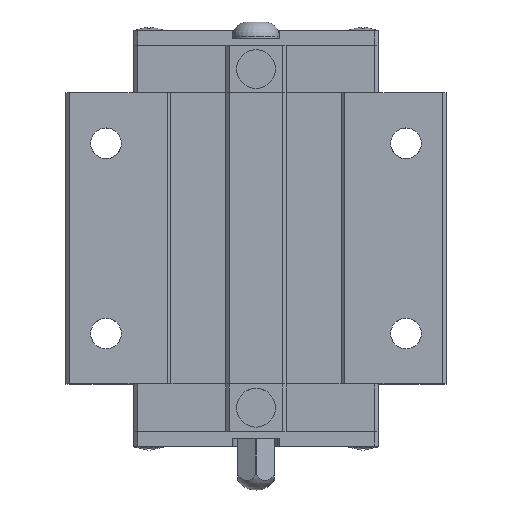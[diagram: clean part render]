
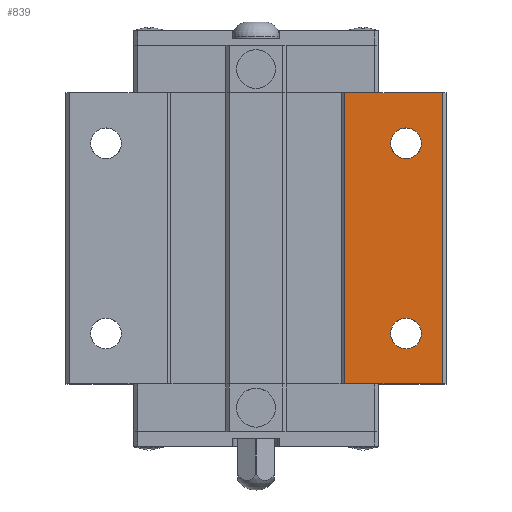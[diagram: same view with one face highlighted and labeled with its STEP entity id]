
A CAD part, top view. The second image highlights one B-rep face of the part: STEP entity #839.
In plain terms, the highlighted planar face has unit normal (0, 0, 1).
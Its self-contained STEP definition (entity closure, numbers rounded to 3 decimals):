
#839=ADVANCED_FACE('',(#1729,#1730,#1731),#1732,.T.);
#1729=FACE_OUTER_BOUND('',#2670,.T.);
#1730=FACE_BOUND('',#2671,.T.);
#1731=FACE_BOUND('',#2672,.T.);
#1732=PLANE('',#2673);
#2670=EDGE_LOOP('',(#5283,#5284,#5285,#5286));
#2671=EDGE_LOOP('',(#5287,#5288));
#2672=EDGE_LOOP('',(#5289,#5290));
#2673=AXIS2_PLACEMENT_3D('',#5291,#5292,#5293);
#5283=ORIENTED_EDGE('',*,*,#6691,.T.);
#5284=ORIENTED_EDGE('',*,*,#6620,.T.);
#5285=ORIENTED_EDGE('',*,*,#6697,.F.);
#5286=ORIENTED_EDGE('',*,*,#6672,.T.);
#5287=ORIENTED_EDGE('',*,*,#5710,.T.);
#5288=ORIENTED_EDGE('',*,*,#6698,.T.);
#5289=ORIENTED_EDGE('',*,*,#5704,.T.);
#5290=ORIENTED_EDGE('',*,*,#6699,.T.);
#5291=CARTESIAN_POINT('',(0.0,48.301,24.0));
#5292=DIRECTION('',(0.0,0.0,1.0));
#5293=DIRECTION('',(-1.0,0.0,0.0));
#5704=EDGE_CURVE('',#6841,#6847,#6849,.T.);
#5710=EDGE_CURVE('',#6852,#6858,#6860,.T.);
#6620=EDGE_CURVE('',#8221,#8219,#8222,.T.);
#6672=EDGE_CURVE('',#8311,#8309,#8312,.T.);
#6691=EDGE_CURVE('',#8309,#8221,#8335,.T.);
#6697=EDGE_CURVE('',#8311,#8219,#8341,.T.);
#6698=EDGE_CURVE('',#6858,#6852,#8342,.T.);
#6699=EDGE_CURVE('',#6847,#6841,#8343,.T.);
#6841=VERTEX_POINT('',#8520);
#6847=VERTEX_POINT('',#8527);
#6849=CIRCLE('',#8530,2.1);
#6852=VERTEX_POINT('',#8533);
#6858=VERTEX_POINT('',#8540);
#6860=CIRCLE('',#8543,2.1);
#8219=VERTEX_POINT('',#10948);
#8221=VERTEX_POINT('',#10951);
#8222=LINE('',#10952,#10953);
#8309=VERTEX_POINT('',#11082);
#8311=VERTEX_POINT('',#11085);
#8312=LINE('',#11086,#11087);
#8335=LINE('',#11122,#11123);
#8341=LINE('',#11131,#11132);
#8342=CIRCLE('',#11133,2.1);
#8343=CIRCLE('',#11134,2.1);
#8520=CARTESIAN_POINT('',(22.6,15.401,24.0));
#8527=CARTESIAN_POINT('',(18.4,15.401,24.0));
#8530=AXIS2_PLACEMENT_3D('',#11343,#11344,#11345);
#8533=CARTESIAN_POINT('',(22.6,41.401,24.0));
#8540=CARTESIAN_POINT('',(18.4,41.401,24.0));
#8543=AXIS2_PLACEMENT_3D('',#11354,#11355,#11356);
#10948=CARTESIAN_POINT('',(25.5,8.501,24.0));
#10951=CARTESIAN_POINT('',(12.125,8.501,24.0));
#10952=CARTESIAN_POINT('',(25.5,8.501,24.0));
#10953=VECTOR('',#12252,1.0);
#11082=CARTESIAN_POINT('',(12.125,48.301,24.0));
#11085=CARTESIAN_POINT('',(25.5,48.301,24.0));
#11086=CARTESIAN_POINT('',(25.5,48.301,24.0));
#11087=VECTOR('',#12302,1.0);
#11122=CARTESIAN_POINT('',(12.125,58.251,24.0));
#11123=VECTOR('',#12315,1.0);
#11131=CARTESIAN_POINT('',(25.5,48.301,24.0));
#11132=VECTOR('',#12318,1.0);
#11133=AXIS2_PLACEMENT_3D('',#12319,#12320,#12321);
#11134=AXIS2_PLACEMENT_3D('',#12322,#12323,#12324);
#11343=CARTESIAN_POINT('',(20.5,15.401,24.0));
#11344=DIRECTION('',(0.0,0.0,-1.0));
#11345=DIRECTION('',(1.0,0.0,0.0));
#11354=CARTESIAN_POINT('',(20.5,41.401,24.0));
#11355=DIRECTION('',(0.0,0.0,-1.0));
#11356=DIRECTION('',(1.0,0.0,0.0));
#12252=DIRECTION('',(1.0,0.0,0.0));
#12302=DIRECTION('',(-1.0,0.0,0.0));
#12315=DIRECTION('',(0.0,-1.0,0.0));
#12318=DIRECTION('',(0.0,-1.0,0.0));
#12319=CARTESIAN_POINT('',(20.5,41.401,24.0));
#12320=DIRECTION('',(0.0,0.0,-1.0));
#12321=DIRECTION('',(1.0,0.0,0.0));
#12322=CARTESIAN_POINT('',(20.5,15.401,24.0));
#12323=DIRECTION('',(0.0,0.0,-1.0));
#12324=DIRECTION('',(1.0,0.0,0.0));
